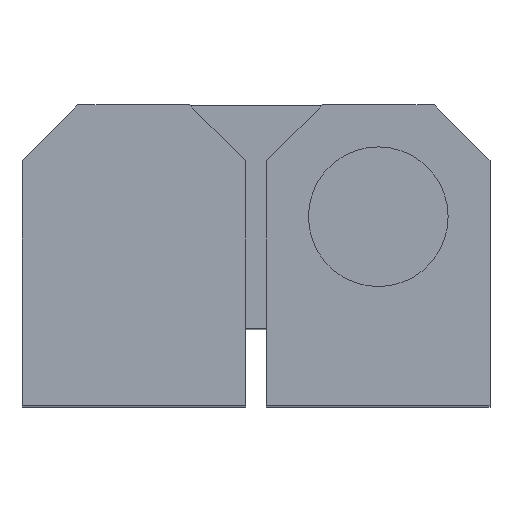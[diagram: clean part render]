
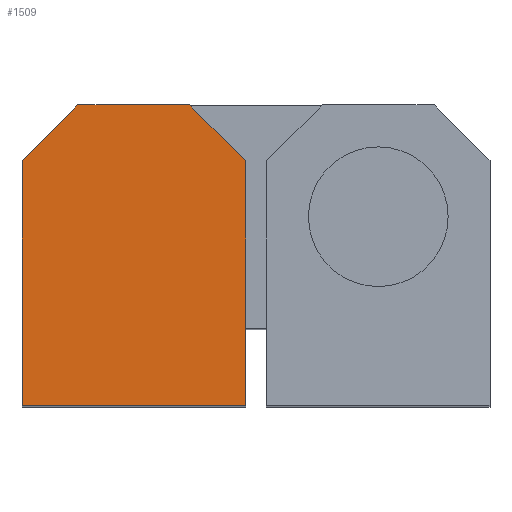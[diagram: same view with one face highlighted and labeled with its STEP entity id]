
A CAD part, top view. The second image highlights one B-rep face of the part: STEP entity #1509.
In plain terms, the highlighted planar face has unit normal (0, 0, 1).
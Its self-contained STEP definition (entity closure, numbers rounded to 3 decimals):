
#36 = DIRECTION ( 'NONE',  ( 0., 1., 0. ) ) ;
#37 = CARTESIAN_POINT ( 'NONE',  ( -9.5, 4., 35. ) ) ;
#49 = VECTOR ( 'NONE', #324, 1000. ) ;
#233 = CARTESIAN_POINT ( 'NONE',  ( -13.5, 8., 35. ) ) ;
#307 = DIRECTION ( 'NONE',  ( -1., 0., 0. ) ) ;
#324 = DIRECTION ( 'NONE',  ( -0.707, 0.707, 0. ) ) ;
#333 = CARTESIAN_POINT ( 'NONE',  ( -21.5, 8., 35. ) ) ;
#610 = DIRECTION ( 'NONE',  ( 1., 0., 0. ) ) ;
#611 = DIRECTION ( 'NONE',  ( 0., 0., 1. ) ) ;
#612 = CARTESIAN_POINT ( 'NONE',  ( -9.5, -13.5, 35. ) ) ;
#613 = PLANE ( 'NONE',  #861 ) ;
#678 = VECTOR ( 'NONE', #307, 1000. ) ;
#696 = CARTESIAN_POINT ( 'NONE',  ( -21.5, 8., 35. ) ) ;
#697 = CARTESIAN_POINT ( 'NONE',  ( -9.5, 4., 35. ) ) ;
#698 = CARTESIAN_POINT ( 'NONE',  ( -9.5, -13.5, 35. ) ) ;
#704 = CARTESIAN_POINT ( 'NONE',  ( -13.5, 8., 35. ) ) ;
#828 = VECTOR ( 'NONE', #36, 1000. ) ;
#847 = VECTOR ( 'NONE', #1804, 1000. ) ;
#854 = VECTOR ( 'NONE', #1800, 1000. ) ;
#861 = AXIS2_PLACEMENT_3D ( 'NONE', #612, #611, #610 ) ;
#865 = VECTOR ( 'NONE', #2272, 1000. ) ;
#1179 = VERTEX_POINT ( 'NONE', #696 ) ;
#1181 = VERTEX_POINT ( 'NONE', #704 ) ;
#1184 = VERTEX_POINT ( 'NONE', #698 ) ;
#1185 = VERTEX_POINT ( 'NONE', #697 ) ;
#1236 = VERTEX_POINT ( 'NONE', #1896 ) ;
#1253 = VERTEX_POINT ( 'NONE', #1865 ) ;
#1431 = ORIENTED_EDGE ( 'NONE', *, *, #1519, .T. ) ;
#1461 = ORIENTED_EDGE ( 'NONE', *, *, #1716, .T. ) ;
#1466 = ORIENTED_EDGE ( 'NONE', *, *, #1697, .T. ) ;
#1471 = ORIENTED_EDGE ( 'NONE', *, *, #1646, .T. ) ;
#1474 = ORIENTED_EDGE ( 'NONE', *, *, #1637, .T. ) ;
#1475 = ORIENTED_EDGE ( 'NONE', *, *, #1674, .T. ) ;
#1509 = ADVANCED_FACE ( 'NONE', ( #2056 ), #613, .T. ) ;
#1519 = EDGE_CURVE ( 'NONE', #1184, #1185, #2062, .T. ) ;
#1637 = EDGE_CURVE ( 'NONE', #1253, #1184, #2147, .T. ) ;
#1646 = EDGE_CURVE ( 'NONE', #1179, #1236, #2156, .T. ) ;
#1674 = EDGE_CURVE ( 'NONE', #1236, #1253, #2181, .T. ) ;
#1697 = EDGE_CURVE ( 'NONE', #1185, #1181, #2200, .T. ) ;
#1716 = EDGE_CURVE ( 'NONE', #1181, #1179, #2221, .T. ) ;
#1800 = DIRECTION ( 'NONE',  ( -0.707, -0.707, 0. ) ) ;
#1803 = CARTESIAN_POINT ( 'NONE',  ( -25.5, -13.5, 35. ) ) ;
#1804 = DIRECTION ( 'NONE',  ( 1., 0., 0. ) ) ;
#1846 = CARTESIAN_POINT ( 'NONE',  ( -25.5, 4., 35. ) ) ;
#1865 = CARTESIAN_POINT ( 'NONE',  ( -25.5, -13.5, 35. ) ) ;
#1896 = CARTESIAN_POINT ( 'NONE',  ( -25.5, 4., 35. ) ) ;
#1980 = EDGE_LOOP ( 'NONE', ( #1431, #1466, #1461, #1471, #1475, #1474 ) ) ;
#2056 = FACE_OUTER_BOUND ( 'NONE', #1980, .T. ) ;
#2062 = LINE ( 'NONE', #37, #828 ) ;
#2147 = LINE ( 'NONE', #1803, #847 ) ;
#2156 = LINE ( 'NONE', #1846, #854 ) ;
#2181 = LINE ( 'NONE', #2249, #865 ) ;
#2200 = LINE ( 'NONE', #233, #49 ) ;
#2221 = LINE ( 'NONE', #333, #678 ) ;
#2249 = CARTESIAN_POINT ( 'NONE',  ( -25.5, 4., 35. ) ) ;
#2272 = DIRECTION ( 'NONE',  ( 0., -1., 0. ) ) ;
